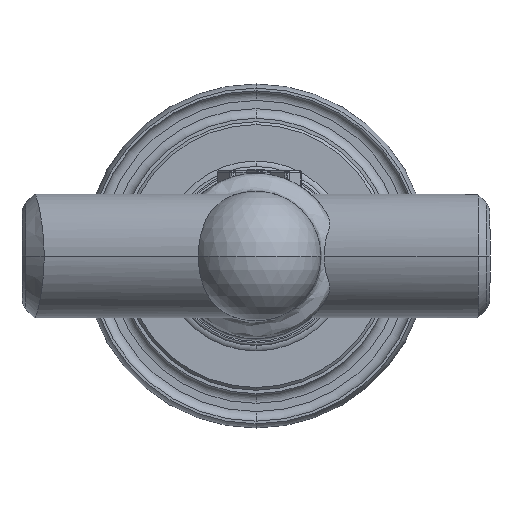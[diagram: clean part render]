
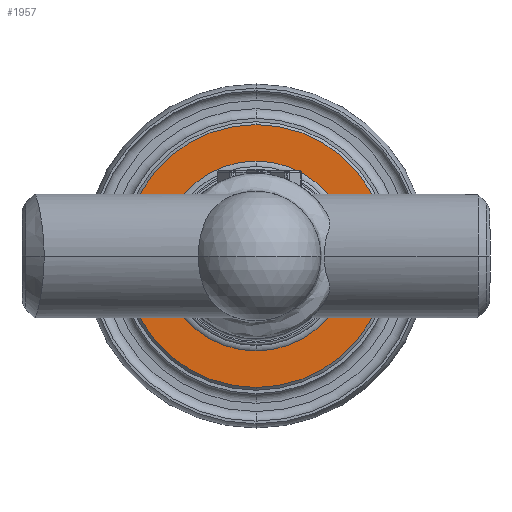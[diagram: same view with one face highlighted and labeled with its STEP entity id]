
A CAD part, front view. The second image highlights one B-rep face of the part: STEP entity #1957.
In plain terms, the highlighted planar face has unit normal (0, -1, 0).
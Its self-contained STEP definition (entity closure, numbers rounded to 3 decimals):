
#297 = ORIENTED_EDGE ( 'NONE', *, *, #1663, .T. ) ;
#433 = AXIS2_PLACEMENT_3D ( 'NONE', #27952, #22433, #22880 ) ;
#1663 = EDGE_CURVE ( 'NONE', #15697, #32006, #14495, .T. ) ;
#1957 = ADVANCED_FACE ( 'NONE', ( #13623, #6654 ), #26954, .F. ) ;
#3276 = ORIENTED_EDGE ( 'NONE', *, *, #28112, .T. ) ;
#3350 = EDGE_CURVE ( 'NONE', #29427, #16508, #23678, .T. ) ;
#3619 = DIRECTION ( 'NONE',  ( 0., 1., 0. ) ) ;
#4821 = CIRCLE ( 'NONE', #27982, 95.5 ) ;
#5861 = AXIS2_PLACEMENT_3D ( 'NONE', #22154, #21585, #20587 ) ;
#6654 = FACE_BOUND ( 'NONE', #18475, .T. ) ;
#7768 = CARTESIAN_POINT ( 'NONE',  ( 0., 92., 69. ) ) ;
#9235 = DIRECTION ( 'NONE',  ( 0., -1., 0. ) ) ;
#9552 = AXIS2_PLACEMENT_3D ( 'NONE', #14591, #19485, #28452 ) ;
#9597 = CARTESIAN_POINT ( 'NONE',  ( 0., 92., -69. ) ) ;
#10541 = CARTESIAN_POINT ( 'NONE',  ( 0., 92., -95.5 ) ) ;
#12148 = CIRCLE ( 'NONE', #26621, 69. ) ;
#13623 = FACE_OUTER_BOUND ( 'NONE', #17646, .T. ) ;
#14495 = CIRCLE ( 'NONE', #433, 69. ) ;
#14591 = CARTESIAN_POINT ( 'NONE',  ( 69., 92., 0. ) ) ;
#15157 = EDGE_CURVE ( 'NONE', #32006, #15697, #12148, .T. ) ;
#15697 = VERTEX_POINT ( 'NONE', #9597 ) ;
#16508 = VERTEX_POINT ( 'NONE', #10541 ) ;
#16973 = CARTESIAN_POINT ( 'NONE',  ( 0., 92., 95.5 ) ) ;
#17227 = ORIENTED_EDGE ( 'NONE', *, *, #15157, .T. ) ;
#17646 = EDGE_LOOP ( 'NONE', ( #26484, #3276 ) ) ;
#18475 = EDGE_LOOP ( 'NONE', ( #17227, #297 ) ) ;
#19282 = CARTESIAN_POINT ( 'NONE',  ( 0., 92., 0. ) ) ;
#19485 = DIRECTION ( 'NONE',  ( 0., 1., 0. ) ) ;
#20587 = DIRECTION ( 'NONE',  ( 0., 0., 1. ) ) ;
#21585 = DIRECTION ( 'NONE',  ( 0., -1., 0. ) ) ;
#21889 = DIRECTION ( 'NONE',  ( 0., 0., 1. ) ) ;
#22154 = CARTESIAN_POINT ( 'NONE',  ( 0., 92., 0. ) ) ;
#22433 = DIRECTION ( 'NONE',  ( 0., 1., 0. ) ) ;
#22880 = DIRECTION ( 'NONE',  ( 0., 0., 1. ) ) ;
#23678 = CIRCLE ( 'NONE', #5861, 95.5 ) ;
#24924 = CARTESIAN_POINT ( 'NONE',  ( 0., 92., 0. ) ) ;
#26484 = ORIENTED_EDGE ( 'NONE', *, *, #3350, .T. ) ;
#26621 = AXIS2_PLACEMENT_3D ( 'NONE', #19282, #3619, #21889 ) ;
#26954 = PLANE ( 'NONE',  #9552 ) ;
#27590 = DIRECTION ( 'NONE',  ( 0., 0., 1. ) ) ;
#27952 = CARTESIAN_POINT ( 'NONE',  ( 0., 92., 0. ) ) ;
#27982 = AXIS2_PLACEMENT_3D ( 'NONE', #24924, #9235, #27590 ) ;
#28112 = EDGE_CURVE ( 'NONE', #16508, #29427, #4821, .T. ) ;
#28452 = DIRECTION ( 'NONE',  ( 0., 0., 1. ) ) ;
#29427 = VERTEX_POINT ( 'NONE', #16973 ) ;
#32006 = VERTEX_POINT ( 'NONE', #7768 ) ;
